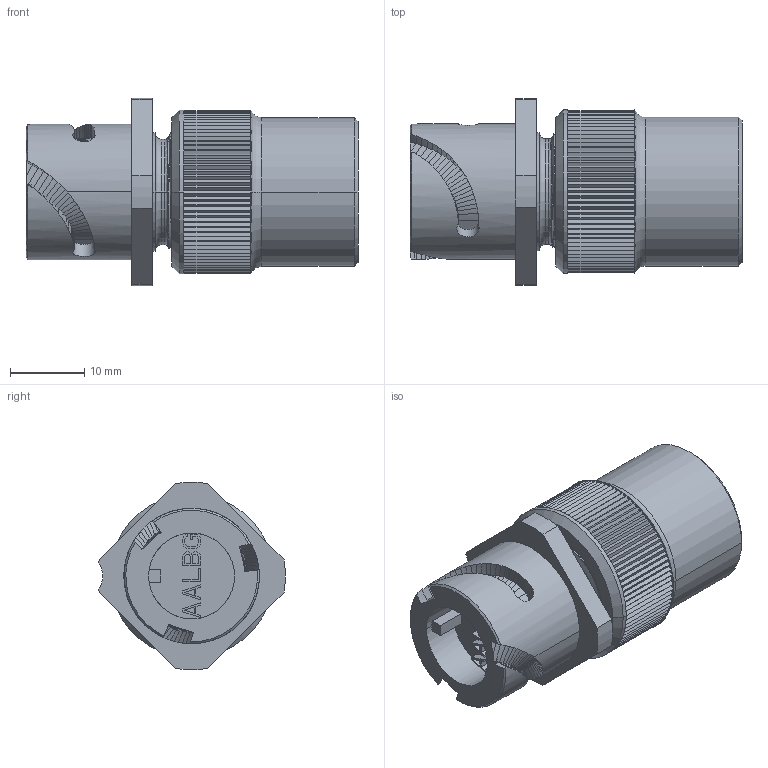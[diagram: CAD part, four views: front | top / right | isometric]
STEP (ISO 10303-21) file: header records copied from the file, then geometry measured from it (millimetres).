
FILE_DESCRIPTION((''),'2;1');
FILE_NAME('VG95234_3101PGPM-10_SW0001','2023-03-22T12:50:09',('paultorloting'),('NET AG system integration'),'CREO PARAMETRIC BY PTC INC, 2021404','CREO PARAMETRIC BY PTC INC, 2021404','');
FILE_SCHEMA(('AUTOMOTIVE_DESIGN { 1 0 10303 214 1 1 1 1 }'));
Length unit declared in the file: millimetre
Products named in the file (1): VG95234_3101PGPM-10_SW0001
Bounding box: 44.6 x 25.05 x 25.16 mm (x, y, z)
Volume: 12352.2 mm3; surface area: 4939.8 mm2
Topology: 1 solids, 1 shells, 707 faces, 1890 edges, 1211 vertices
Faces by surface type: plane 457, bspline 202, cylinder 27, cone 15, torus 6
Entity records: 29041 total; most frequent: CARTESIAN_POINT 9090, ORIENTED_EDGE 3780, DIRECTION 2666, EDGE_CURVE 1890, VECTOR 1485, LINE 1485, VERTEX_POINT 1211, EDGE_LOOP 733
